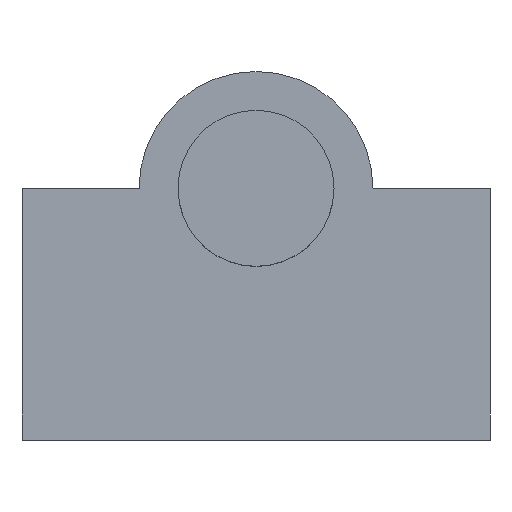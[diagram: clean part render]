
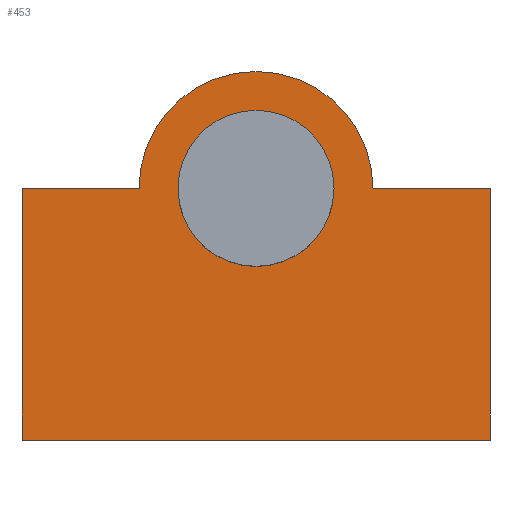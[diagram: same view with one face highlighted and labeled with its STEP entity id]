
A CAD part, top view. The second image highlights one B-rep face of the part: STEP entity #453.
In plain terms, the highlighted planar face has unit normal (0, 0, 1).
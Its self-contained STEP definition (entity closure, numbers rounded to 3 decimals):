
#1 = DIRECTION ( 'NONE',  ( 1., 0., 0. ) ) ;
#12 = DIRECTION ( 'NONE',  ( 0., 0., 1. ) ) ;
#21 = EDGE_CURVE ( 'NONE', #25, #265, #408, .T. ) ;
#25 = VERTEX_POINT ( 'NONE', #313 ) ;
#37 = VERTEX_POINT ( 'NONE', #457 ) ;
#54 = EDGE_CURVE ( 'NONE', #480, #37, #182, .T. ) ;
#61 = DIRECTION ( 'NONE',  ( 0., -1., 0. ) ) ;
#70 = CARTESIAN_POINT ( 'NONE',  ( -60., 44.5, 32.25 ) ) ;
#82 = VERTEX_POINT ( 'NONE', #178 ) ;
#89 = EDGE_LOOP ( 'NONE', ( #593, #483 ) ) ;
#97 = EDGE_CURVE ( 'NONE', #112, #537, #599, .T. ) ;
#103 = CARTESIAN_POINT ( 'NONE',  ( 60., 44.5, 32.25 ) ) ;
#104 = DIRECTION ( 'NONE',  ( 1., 0., 0. ) ) ;
#111 = FACE_OUTER_BOUND ( 'NONE', #263, .T. ) ;
#112 = VERTEX_POINT ( 'NONE', #596 ) ;
#127 = DIRECTION ( 'NONE',  ( 1., 0., 0. ) ) ;
#132 = VECTOR ( 'NONE', #104, 1000. ) ;
#146 = FACE_BOUND ( 'NONE', #89, .T. ) ;
#148 = CARTESIAN_POINT ( 'NONE',  ( 0., 44.5, 32.25 ) ) ;
#150 = CARTESIAN_POINT ( 'NONE',  ( -60., 44.5, 32.25 ) ) ;
#161 = VECTOR ( 'NONE', #559, 1000. ) ;
#165 = ORIENTED_EDGE ( 'NONE', *, *, #583, .T. ) ;
#178 = CARTESIAN_POINT ( 'NONE',  ( 30., 44.5, 32.25 ) ) ;
#182 = LINE ( 'NONE', #237, #261 ) ;
#184 = CARTESIAN_POINT ( 'NONE',  ( -60., 44.5, 32.25 ) ) ;
#191 = EDGE_CURVE ( 'NONE', #537, #112, #539, .T. ) ;
#198 = VECTOR ( 'NONE', #127, 1000. ) ;
#211 = ORIENTED_EDGE ( 'NONE', *, *, #21, .T. ) ;
#216 = EDGE_CURVE ( 'NONE', #543, #265, #294, .T. ) ;
#222 = AXIS2_PLACEMENT_3D ( 'NONE', #423, #516, #426 ) ;
#235 = DIRECTION ( 'NONE',  ( 1., 0., 0. ) ) ;
#237 = CARTESIAN_POINT ( 'NONE',  ( -60., 44.5, 32.25 ) ) ;
#248 = CARTESIAN_POINT ( 'NONE',  ( 60., -20., 32.25 ) ) ;
#250 = CARTESIAN_POINT ( 'NONE',  ( 20., 44.5, 32.25 ) ) ;
#256 = ORIENTED_EDGE ( 'NONE', *, *, #329, .T. ) ;
#261 = VECTOR ( 'NONE', #1, 1000. ) ;
#262 = ORIENTED_EDGE ( 'NONE', *, *, #300, .F. ) ;
#263 = EDGE_LOOP ( 'NONE', ( #256, #211, #354, #262, #165, #312 ) ) ;
#264 = VECTOR ( 'NONE', #61, 1000. ) ;
#265 = VERTEX_POINT ( 'NONE', #248 ) ;
#275 = CARTESIAN_POINT ( 'NONE',  ( 0., 44.5, 32.25 ) ) ;
#294 = LINE ( 'NONE', #103, #264 ) ;
#300 = EDGE_CURVE ( 'NONE', #82, #543, #373, .T. ) ;
#312 = ORIENTED_EDGE ( 'NONE', *, *, #54, .F. ) ;
#313 = CARTESIAN_POINT ( 'NONE',  ( -60., -20., 32.25 ) ) ;
#329 = EDGE_CURVE ( 'NONE', #480, #25, #380, .T. ) ;
#354 = ORIENTED_EDGE ( 'NONE', *, *, #216, .F. ) ;
#368 = DIRECTION ( 'NONE',  ( 0., 0., 1. ) ) ;
#373 = LINE ( 'NONE', #150, #132 ) ;
#380 = LINE ( 'NONE', #184, #161 ) ;
#392 = CARTESIAN_POINT ( 'NONE',  ( -60., 44.5, 32.25 ) ) ;
#402 = CARTESIAN_POINT ( 'NONE',  ( -60., -20., 32.25 ) ) ;
#408 = LINE ( 'NONE', #402, #198 ) ;
#422 = AXIS2_PLACEMENT_3D ( 'NONE', #148, #12, #235 ) ;
#423 = CARTESIAN_POINT ( 'NONE',  ( 0., 44.5, 32.25 ) ) ;
#426 = DIRECTION ( 'NONE',  ( 1., 0., 0. ) ) ;
#438 = DIRECTION ( 'NONE',  ( -1., 0., 0. ) ) ;
#453 = ADVANCED_FACE ( 'NONE', ( #146, #111 ), #578, .F. ) ;
#457 = CARTESIAN_POINT ( 'NONE',  ( -30., 44.5, 32.25 ) ) ;
#478 = DIRECTION ( 'NONE',  ( 0., 0., -1. ) ) ;
#480 = VERTEX_POINT ( 'NONE', #70 ) ;
#482 = CIRCLE ( 'NONE', #222, 30. ) ;
#483 = ORIENTED_EDGE ( 'NONE', *, *, #191, .F. ) ;
#516 = DIRECTION ( 'NONE',  ( 0., 0., 1. ) ) ;
#521 = AXIS2_PLACEMENT_3D ( 'NONE', #392, #478, #438 ) ;
#523 = CARTESIAN_POINT ( 'NONE',  ( 60., 44.5, 32.25 ) ) ;
#537 = VERTEX_POINT ( 'NONE', #250 ) ;
#539 = CIRCLE ( 'NONE', #422, 20. ) ;
#543 = VERTEX_POINT ( 'NONE', #523 ) ;
#549 = AXIS2_PLACEMENT_3D ( 'NONE', #275, #368, #554 ) ;
#554 = DIRECTION ( 'NONE',  ( 1., 0., 0. ) ) ;
#559 = DIRECTION ( 'NONE',  ( 0., -1., 0. ) ) ;
#578 = PLANE ( 'NONE',  #521 ) ;
#583 = EDGE_CURVE ( 'NONE', #82, #37, #482, .T. ) ;
#593 = ORIENTED_EDGE ( 'NONE', *, *, #97, .F. ) ;
#596 = CARTESIAN_POINT ( 'NONE',  ( -20., 44.5, 32.25 ) ) ;
#599 = CIRCLE ( 'NONE', #549, 20. ) ;
